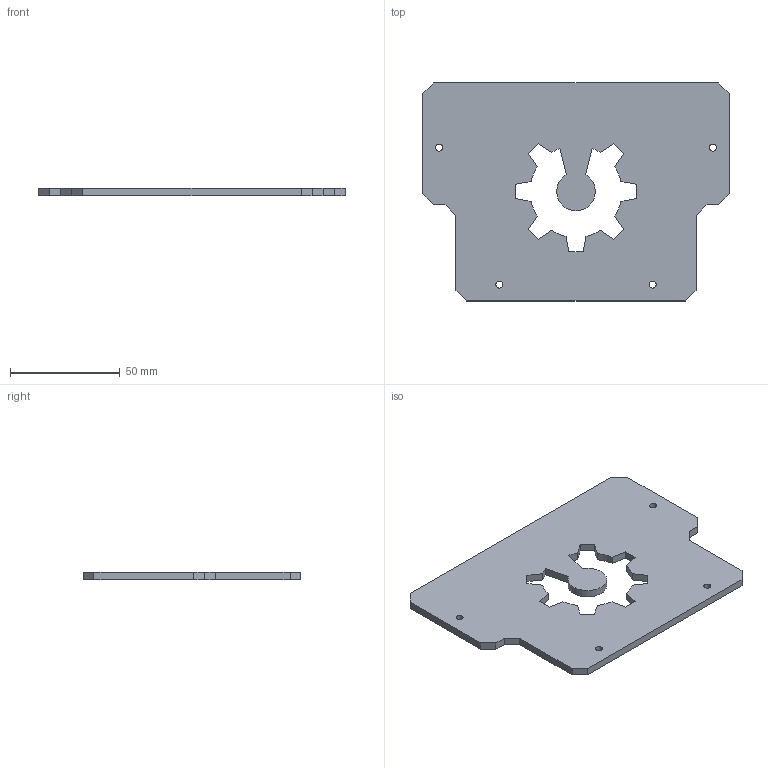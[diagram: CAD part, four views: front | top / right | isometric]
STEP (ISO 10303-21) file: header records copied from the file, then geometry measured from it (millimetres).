
FILE_DESCRIPTION(('FreeCAD Model'),'2;1');
FILE_NAME('Open CASCADE Shape Model','2023-03-08T17:48:52',('Author'),( ''),'Open CASCADE STEP processor 7.5','FreeCAD','Unknown');
FILE_SCHEMA(('AUTOMOTIVE_DESIGN { 1 0 10303 214 1 1 1 1 }'));
Length unit declared in the file: millimetre
Products named in the file (1): stamped.grid
Bounding box: 140 x 99.5 x 3.5 mm (x, y, z)
Volume: 39023.8 mm3; surface area: 24979.1 mm2
Topology: 1 solids, 1 shells, 54 faces, 156 edges, 104 vertices
Faces by surface type: plane 41, cylinder 13
Full cylindrical faces by diameter (mm): 3.2 x4
Entity records: 3761 total; most frequent: CARTESIAN_POINT 801, DIRECTION 485, ORIENTED_EDGE 312, PCURVE 312, DEFINITIONAL_REPRESENTATION 312, LINE 308, VECTOR 308, EDGE_CURVE 156
